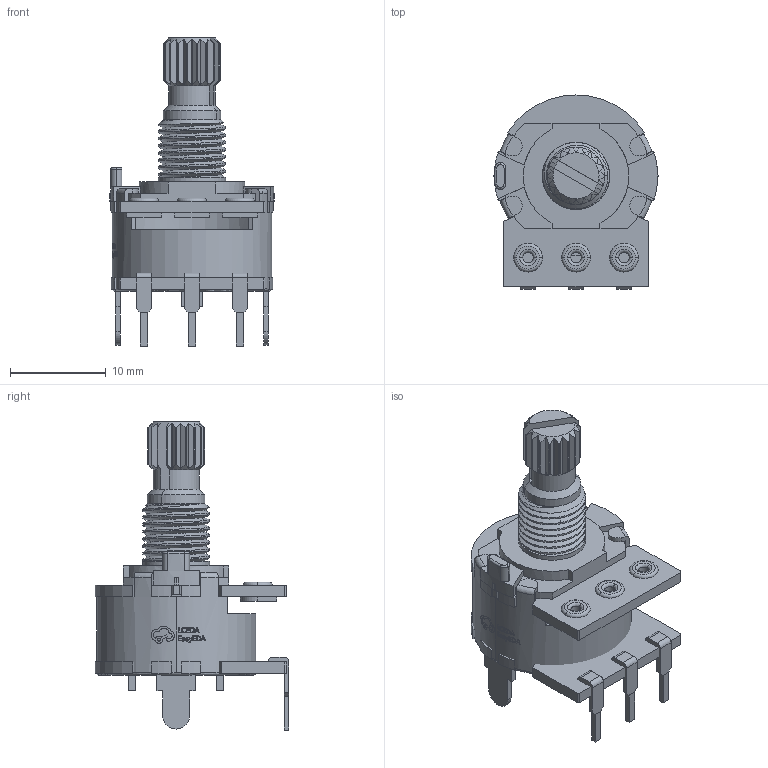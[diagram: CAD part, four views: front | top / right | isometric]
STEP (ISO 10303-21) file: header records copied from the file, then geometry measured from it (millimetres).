
FILE_DESCRIPTION (( 'STEP AP214' ), '1' );
FILE_NAME ('RES-ADJ-TH_R16156NG-KA15D6.5-B203-000.STEP', '2025-07-10T10:31:42', ( '' ), ( '' ), 'SwSTEP 2.0', 'SolidWorks 2020', '' );
FILE_SCHEMA (( 'AUTOMOTIVE_DESIGN' ));
Length unit declared in the file: millimetre
Products named in the file (1): RES-ADJ-TH_R16156NG-KA15D6.5-B203-000
Bounding box: 17.1 x 20.2 x 32.1 mm (x, y, z)
Volume: 2663.6 mm3; surface area: 3723.6 mm2
Topology: 11 solids, 11 shells, 667 faces, 1799 edges, 1185 vertices
Faces by surface type: plane 305, cylinder 191, bspline 129, torus 29, cone 13
Entity records: 32748 total; most frequent: CARTESIAN_POINT 9751, ORIENTED_EDGE 3598, DIRECTION 2656, EDGE_CURVE 1799, VERTEX_POINT 1185, AXIS2_PLACEMENT_3D 967, LINE 722, VECTOR 722
